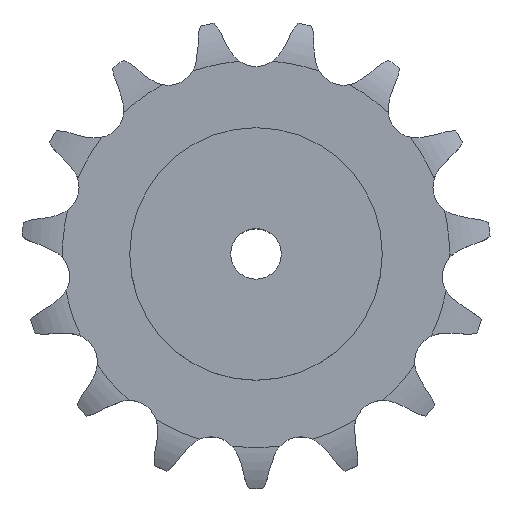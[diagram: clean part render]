
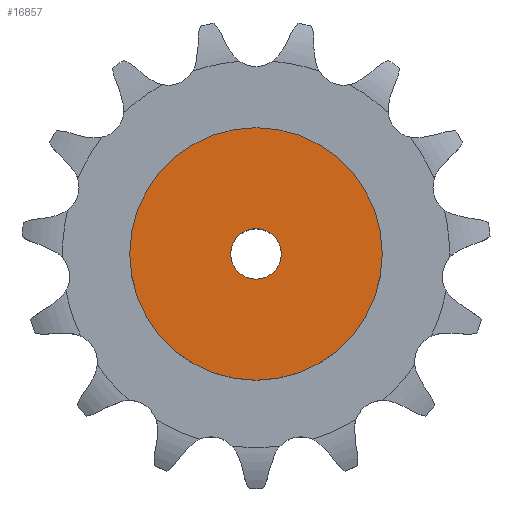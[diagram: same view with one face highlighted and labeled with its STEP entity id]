
A CAD part, top view. The second image highlights one B-rep face of the part: STEP entity #16857.
In plain terms, the highlighted planar face has unit normal (0, 0, 1).
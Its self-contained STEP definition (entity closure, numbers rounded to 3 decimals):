
#2451 = CYLINDRICAL_SURFACE('',#2452,62.5);
#2452 = AXIS2_PLACEMENT_3D('',#2453,#2454,#2455);
#2453 = CARTESIAN_POINT('',(0.,0.,0.));
#2454 = DIRECTION('',(-0.,-0.,-1.));
#2455 = DIRECTION('',(1.,0.,0.));
#10924 = VERTEX_POINT('',#10925);
#10925 = CARTESIAN_POINT('',(62.5,0.,70.));
#10946 = EDGE_CURVE('',#10924,#10924,#10947,.T.);
#10947 = SURFACE_CURVE('',#10948,(#10953,#10960),.PCURVE_S1.);
#10948 = CIRCLE('',#10949,62.5);
#10949 = AXIS2_PLACEMENT_3D('',#10950,#10951,#10952);
#10950 = CARTESIAN_POINT('',(0.,0.,70.));
#10951 = DIRECTION('',(0.,0.,1.));
#10952 = DIRECTION('',(1.,0.,0.));
#10953 = PCURVE('',#2451,#10954);
#10954 = DEFINITIONAL_REPRESENTATION('',(#10955),#10959);
#10955 = LINE('',#10956,#10957);
#10956 = CARTESIAN_POINT('',(-0.,-70.));
#10957 = VECTOR('',#10958,1.);
#10958 = DIRECTION('',(-1.,0.));
#10959 = ( GEOMETRIC_REPRESENTATION_CONTEXT(2) 
PARAMETRIC_REPRESENTATION_CONTEXT() REPRESENTATION_CONTEXT('2D SPACE',''
  ) );
#10960 = PCURVE('',#10961,#10966);
#10961 = PLANE('',#10962);
#10962 = AXIS2_PLACEMENT_3D('',#10963,#10964,#10965);
#10963 = CARTESIAN_POINT('',(0.,0.,70.)
  );
#10964 = DIRECTION('',(0.,0.,1.));
#10965 = DIRECTION('',(1.,0.,0.));
#10966 = DEFINITIONAL_REPRESENTATION('',(#10967),#10971);
#10967 = CIRCLE('',#10968,62.5);
#10968 = AXIS2_PLACEMENT_2D('',#10969,#10970);
#10969 = CARTESIAN_POINT('',(0.,0.));
#10970 = DIRECTION('',(1.,0.));
#10971 = ( GEOMETRIC_REPRESENTATION_CONTEXT(2) 
PARAMETRIC_REPRESENTATION_CONTEXT() REPRESENTATION_CONTEXT('2D SPACE',''
  ) );
#14480 = CYLINDRICAL_SURFACE('',#14481,12.5);
#14481 = AXIS2_PLACEMENT_3D('',#14482,#14483,#14484);
#14482 = CARTESIAN_POINT('',(0.,0.,372.007));
#14483 = DIRECTION('',(0.,0.,1.));
#14484 = DIRECTION('',(1.,0.,0.));
#16857 = ADVANCED_FACE('',(#16858,#16861),#10961,.T.);
#16858 = FACE_BOUND('',#16859,.T.);
#16859 = EDGE_LOOP('',(#16860));
#16860 = ORIENTED_EDGE('',*,*,#10946,.T.);
#16861 = FACE_BOUND('',#16862,.T.);
#16862 = EDGE_LOOP('',(#16863));
#16863 = ORIENTED_EDGE('',*,*,#16864,.F.);
#16864 = EDGE_CURVE('',#16865,#16865,#16867,.T.);
#16865 = VERTEX_POINT('',#16866);
#16866 = CARTESIAN_POINT('',(12.5,0.,70.));
#16867 = SURFACE_CURVE('',#16868,(#16873,#16880),.PCURVE_S1.);
#16868 = CIRCLE('',#16869,12.5);
#16869 = AXIS2_PLACEMENT_3D('',#16870,#16871,#16872);
#16870 = CARTESIAN_POINT('',(0.,0.,70.));
#16871 = DIRECTION('',(0.,0.,1.));
#16872 = DIRECTION('',(1.,0.,0.));
#16873 = PCURVE('',#10961,#16874);
#16874 = DEFINITIONAL_REPRESENTATION('',(#16875),#16879);
#16875 = CIRCLE('',#16876,12.5);
#16876 = AXIS2_PLACEMENT_2D('',#16877,#16878);
#16877 = CARTESIAN_POINT('',(0.,0.));
#16878 = DIRECTION('',(1.,0.));
#16879 = ( GEOMETRIC_REPRESENTATION_CONTEXT(2) 
PARAMETRIC_REPRESENTATION_CONTEXT() REPRESENTATION_CONTEXT('2D SPACE',''
  ) );
#16880 = PCURVE('',#14480,#16881);
#16881 = DEFINITIONAL_REPRESENTATION('',(#16882),#16886);
#16882 = LINE('',#16883,#16884);
#16883 = CARTESIAN_POINT('',(0.,-302.007));
#16884 = VECTOR('',#16885,1.);
#16885 = DIRECTION('',(1.,0.));
#16886 = ( GEOMETRIC_REPRESENTATION_CONTEXT(2) 
PARAMETRIC_REPRESENTATION_CONTEXT() REPRESENTATION_CONTEXT('2D SPACE',''
  ) );
